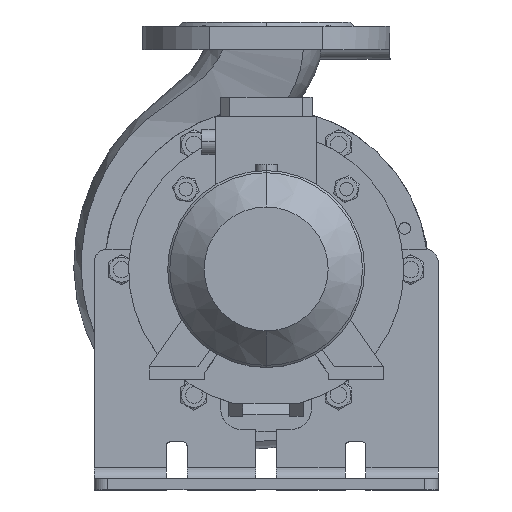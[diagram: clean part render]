
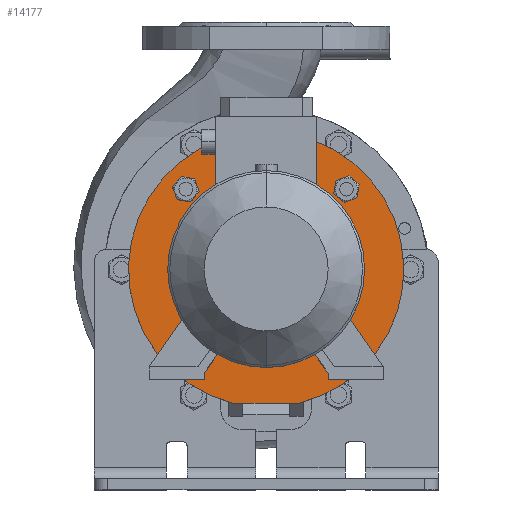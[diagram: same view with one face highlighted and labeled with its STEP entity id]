
A CAD part, top view. The second image highlights one B-rep face of the part: STEP entity #14177.
In plain terms, the highlighted planar face has unit normal (0, 0, 1).
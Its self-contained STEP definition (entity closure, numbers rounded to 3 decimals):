
#15 = DIRECTION ( 'NONE',  ( 0., -1., 0. ) ) ;
#188 = CARTESIAN_POINT ( 'NONE',  ( 58.336, -58.336, 172. ) ) ;
#1186 = CARTESIAN_POINT ( 'NONE',  ( -56.934, -50.384, 172. ) ) ;
#1308 = DIRECTION ( 'NONE',  ( 0., -1., 0. ) ) ;
#1479 = DIRECTION ( 'NONE',  ( 0., -1., 0. ) ) ;
#1487 = DIRECTION ( 'NONE',  ( 0., 0., -1. ) ) ;
#1668 = DIRECTION ( 'NONE',  ( 0., 1., 0. ) ) ;
#1732 = AXIS2_PLACEMENT_3D ( 'NONE', #50002, #33083, #28816 ) ;
#1992 = CIRCLE ( 'NONE', #1732, 8.075 ) ;
#2667 = EDGE_CURVE ( 'NONE', #30396, #32631, #31215, .T. ) ;
#2760 = CARTESIAN_POINT ( 'NONE',  ( 24.31, -97., 172. ) ) ;
#2892 = ORIENTED_EDGE ( 'NONE', *, *, #17307, .F. ) ;
#3230 = CARTESIAN_POINT ( 'NONE',  ( -58.336, 58.336, 172. ) ) ;
#3524 = VECTOR ( 'NONE', #15755, 1000. ) ;
#4068 = AXIS2_PLACEMENT_3D ( 'NONE', #5785, #1487, #1668 ) ;
#4629 = FACE_BOUND ( 'NONE', #36562, .T. ) ;
#4997 = VERTEX_POINT ( 'NONE', #13142 ) ;
#5292 = FACE_BOUND ( 'NONE', #51716, .T. ) ;
#5430 = CARTESIAN_POINT ( 'NONE',  ( 0., 70., 172. ) ) ;
#5669 = CARTESIAN_POINT ( 'NONE',  ( 58.336, -58.336, 172. ) ) ;
#5708 = DIRECTION ( 'NONE',  ( 0., 0., -1. ) ) ;
#5785 = CARTESIAN_POINT ( 'NONE',  ( 0., 0., 172. ) ) ;
#5939 = ORIENTED_EDGE ( 'NONE', *, *, #29956, .F. ) ;
#6169 = EDGE_CURVE ( 'NONE', #25019, #15028, #30371, .T. ) ;
#6598 = VERTEX_POINT ( 'NONE', #34897 ) ;
#6637 = CIRCLE ( 'NONE', #42566, 8.075 ) ;
#7261 = ORIENTED_EDGE ( 'NONE', *, *, #37736, .F. ) ;
#7659 = ORIENTED_EDGE ( 'NONE', *, *, #29774, .F. ) ;
#7744 = CARTESIAN_POINT ( 'NONE',  ( -50.384, 56.934, 172. ) ) ;
#7835 = CIRCLE ( 'NONE', #24722, 8.075 ) ;
#8221 = CIRCLE ( 'NONE', #25176, 8.075 ) ;
#8785 = DIRECTION ( 'NONE',  ( 0., 1., 0. ) ) ;
#9089 = AXIS2_PLACEMENT_3D ( 'NONE', #52621, #22805, #1479 ) ;
#9897 = CARTESIAN_POINT ( 'NONE',  ( 0., 100., 172. ) ) ;
#10710 = CARTESIAN_POINT ( 'NONE',  ( 0., 0., 172. ) ) ;
#10921 = ORIENTED_EDGE ( 'NONE', *, *, #20224, .T. ) ;
#11062 = EDGE_CURVE ( 'NONE', #15028, #25019, #6637, .T. ) ;
#11087 = ORIENTED_EDGE ( 'NONE', *, *, #22494, .F. ) ;
#11623 = DIRECTION ( 'NONE',  ( 0., 0., -1. ) ) ;
#11752 = EDGE_LOOP ( 'NONE', ( #40598, #24976 ) ) ;
#13142 = CARTESIAN_POINT ( 'NONE',  ( 59.739, 66.289, 172. ) ) ;
#13469 = CIRCLE ( 'NONE', #50513, 100. ) ;
#13516 = VERTEX_POINT ( 'NONE', #1186 ) ;
#13976 = CIRCLE ( 'NONE', #9089, 8.075 ) ;
#14103 = DIRECTION ( 'NONE',  ( 0., 0., 1. ) ) ;
#14177 = ADVANCED_FACE ( 'NONE', ( #43343, #4629, #29406, #36660, #16710, #5292 ), #23190, .T. ) ;
#14704 = VERTEX_POINT ( 'NONE', #23308 ) ;
#15028 = VERTEX_POINT ( 'NONE', #54918 ) ;
#15295 = DIRECTION ( 'NONE',  ( 0., -1., 0. ) ) ;
#15755 = DIRECTION ( 'NONE',  ( 1., 0., 0. ) ) ;
#16325 = CIRCLE ( 'NONE', #50333, 70. ) ;
#16710 = FACE_OUTER_BOUND ( 'NONE', #29624, .T. ) ;
#17307 = EDGE_CURVE ( 'NONE', #13516, #14704, #20068, .T. ) ;
#18808 = VERTEX_POINT ( 'NONE', #36398 ) ;
#19199 = DIRECTION ( 'NONE',  ( 0., 1., 0. ) ) ;
#19866 = VERTEX_POINT ( 'NONE', #2760 ) ;
#19964 = CARTESIAN_POINT ( 'NONE',  ( -58.336, -58.336, 172. ) ) ;
#20068 = CIRCLE ( 'NONE', #25137, 8.075 ) ;
#20153 = DIRECTION ( 'NONE',  ( 0., 0., 1. ) ) ;
#20224 = EDGE_CURVE ( 'NONE', #32631, #30396, #16325, .T. ) ;
#21702 = CARTESIAN_POINT ( 'NONE',  ( 0., 0., 172. ) ) ;
#21889 = DIRECTION ( 'NONE',  ( 0., 0., -1. ) ) ;
#22044 = ORIENTED_EDGE ( 'NONE', *, *, #23044, .T. ) ;
#22094 = CARTESIAN_POINT ( 'NONE',  ( -58.336, -58.336, 172. ) ) ;
#22494 = EDGE_CURVE ( 'NONE', #14704, #13516, #27724, .T. ) ;
#22805 = DIRECTION ( 'NONE',  ( 0., 0., 1. ) ) ;
#23044 = EDGE_CURVE ( 'NONE', #18808, #19866, #32960, .T. ) ;
#23190 = PLANE ( 'NONE',  #47428 ) ;
#23308 = CARTESIAN_POINT ( 'NONE',  ( -59.739, -66.289, 172. ) ) ;
#24722 = AXIS2_PLACEMENT_3D ( 'NONE', #3230, #11623, #32940 ) ;
#24976 = ORIENTED_EDGE ( 'NONE', *, *, #49282, .T. ) ;
#25019 = VERTEX_POINT ( 'NONE', #49979 ) ;
#25137 = AXIS2_PLACEMENT_3D ( 'NONE', #22094, #47443, #1308 ) ;
#25176 = AXIS2_PLACEMENT_3D ( 'NONE', #36540, #40967, #15295 ) ;
#25661 = DIRECTION ( 'NONE',  ( 0., 0., 1. ) ) ;
#27086 = EDGE_CURVE ( 'NONE', #40616, #37489, #7835, .T. ) ;
#27699 = AXIS2_PLACEMENT_3D ( 'NONE', #21702, #21889, #8785 ) ;
#27724 = CIRCLE ( 'NONE', #52345, 8.075 ) ;
#28816 = DIRECTION ( 'NONE',  ( 0., -1., 0. ) ) ;
#29406 = FACE_BOUND ( 'NONE', #45619, .T. ) ;
#29624 = EDGE_LOOP ( 'NONE', ( #22044, #5939, #7659 ) ) ;
#29774 = EDGE_CURVE ( 'NONE', #18808, #6598, #13469, .T. ) ;
#29956 = EDGE_CURVE ( 'NONE', #6598, #19866, #53417, .T. ) ;
#30371 = CIRCLE ( 'NONE', #37422, 8.075 ) ;
#30396 = VERTEX_POINT ( 'NONE', #5430 ) ;
#30612 = ORIENTED_EDGE ( 'NONE', *, *, #6169, .F. ) ;
#31215 = CIRCLE ( 'NONE', #4068, 70. ) ;
#31494 = ORIENTED_EDGE ( 'NONE', *, *, #11062, .F. ) ;
#32631 = VERTEX_POINT ( 'NONE', #46840 ) ;
#32940 = DIRECTION ( 'NONE',  ( 0., -1., 0. ) ) ;
#32960 = LINE ( 'NONE', #37342, #3524 ) ;
#33083 = DIRECTION ( 'NONE',  ( 0., 0., 1. ) ) ;
#33342 = ORIENTED_EDGE ( 'NONE', *, *, #2667, .T. ) ;
#34182 = DIRECTION ( 'NONE',  ( 0., 1., 0. ) ) ;
#34897 = CARTESIAN_POINT ( 'NONE',  ( 0., 100., 172. ) ) ;
#35360 = DIRECTION ( 'NONE',  ( 0., -1., 0. ) ) ;
#36200 = ORIENTED_EDGE ( 'NONE', *, *, #50455, .F. ) ;
#36398 = CARTESIAN_POINT ( 'NONE',  ( -24.31, -97., 172. ) ) ;
#36540 = CARTESIAN_POINT ( 'NONE',  ( -58.336, 58.336, 172. ) ) ;
#36562 = EDGE_LOOP ( 'NONE', ( #2892, #11087 ) ) ;
#36564 = CARTESIAN_POINT ( 'NONE',  ( 56.934, 50.384, 172. ) ) ;
#36633 = VERTEX_POINT ( 'NONE', #36564 ) ;
#36660 = FACE_BOUND ( 'NONE', #41453, .T. ) ;
#37342 = CARTESIAN_POINT ( 'NONE',  ( -100., -97., 172. ) ) ;
#37422 = AXIS2_PLACEMENT_3D ( 'NONE', #188, #25661, #15 ) ;
#37489 = VERTEX_POINT ( 'NONE', #43600 ) ;
#37736 = EDGE_CURVE ( 'NONE', #36633, #4997, #1992, .T. ) ;
#40598 = ORIENTED_EDGE ( 'NONE', *, *, #27086, .T. ) ;
#40616 = VERTEX_POINT ( 'NONE', #7744 ) ;
#40967 = DIRECTION ( 'NONE',  ( 0., 0., -1. ) ) ;
#41453 = EDGE_LOOP ( 'NONE', ( #7261, #36200 ) ) ;
#42528 = DIRECTION ( 'NONE',  ( 0., 0., -1. ) ) ;
#42566 = AXIS2_PLACEMENT_3D ( 'NONE', #5669, #14103, #35360 ) ;
#43343 = FACE_BOUND ( 'NONE', #11752, .T. ) ;
#43600 = CARTESIAN_POINT ( 'NONE',  ( -66.289, 59.739, 172. ) ) ;
#44069 = DIRECTION ( 'NONE',  ( 0., -1., 0. ) ) ;
#45619 = EDGE_LOOP ( 'NONE', ( #30612, #31494 ) ) ;
#46840 = CARTESIAN_POINT ( 'NONE',  ( 0., -70., 172. ) ) ;
#47428 = AXIS2_PLACEMENT_3D ( 'NONE', #9897, #53016, #44069 ) ;
#47443 = DIRECTION ( 'NONE',  ( 0., 0., 1. ) ) ;
#49282 = EDGE_CURVE ( 'NONE', #37489, #40616, #8221, .T. ) ;
#49526 = DIRECTION ( 'NONE',  ( 0., -1., 0. ) ) ;
#49979 = CARTESIAN_POINT ( 'NONE',  ( 50.384, -56.934, 172. ) ) ;
#50002 = CARTESIAN_POINT ( 'NONE',  ( 58.336, 58.336, 172. ) ) ;
#50333 = AXIS2_PLACEMENT_3D ( 'NONE', #10710, #5708, #19199 ) ;
#50455 = EDGE_CURVE ( 'NONE', #4997, #36633, #13976, .T. ) ;
#50513 = AXIS2_PLACEMENT_3D ( 'NONE', #55375, #42528, #34182 ) ;
#51716 = EDGE_LOOP ( 'NONE', ( #33342, #10921 ) ) ;
#52345 = AXIS2_PLACEMENT_3D ( 'NONE', #19964, #20153, #49526 ) ;
#52621 = CARTESIAN_POINT ( 'NONE',  ( 58.336, 58.336, 172. ) ) ;
#53016 = DIRECTION ( 'NONE',  ( 0., 0., 1. ) ) ;
#53417 = CIRCLE ( 'NONE', #27699, 100. ) ;
#54918 = CARTESIAN_POINT ( 'NONE',  ( 66.289, -59.739, 172. ) ) ;
#55375 = CARTESIAN_POINT ( 'NONE',  ( 0., 0., 172. ) ) ;
